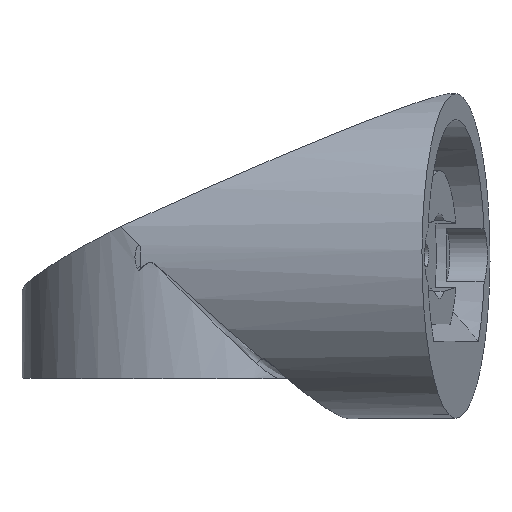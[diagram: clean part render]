
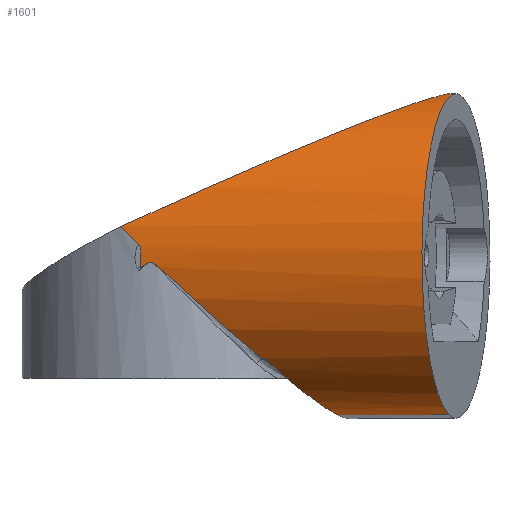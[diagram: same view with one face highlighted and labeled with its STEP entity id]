
A CAD part, front view. The second image highlights one B-rep face of the part: STEP entity #1601.
In plain terms, the highlighted cylindrical face has radius 19.009 mm (diameter 38.018 mm), a partial arc.
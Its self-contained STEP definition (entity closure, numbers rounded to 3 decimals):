
#63=CARTESIAN_POINT('',(-91.963,290.417,103.905));
#64=CARTESIAN_POINT('',(-91.94,290.409,103.95));
#65=CARTESIAN_POINT('',(-91.905,290.394,104.042));
#66=CARTESIAN_POINT('',(-91.876,290.378,104.186));
#67=CARTESIAN_POINT('',(-91.871,290.372,104.285));
#68=CARTESIAN_POINT('',(-91.871,290.369,104.336));
#75=CARTESIAN_POINT('',(-91.963,290.417,103.905));
#82=DIRECTION('',(-0.978,0.209,0.));
#83=VECTOR('',#82,0.881);
#84=CARTESIAN_POINT('',(-54.203,305.785,123.962));
#85=LINE('',#84,#83);
#86=CARTESIAN_POINT('',(-73.048,294.835,89.636));
#87=CARTESIAN_POINT('',(-73.466,294.423,89.969));
#88=CARTESIAN_POINT('',(-74.348,293.627,90.689));
#89=CARTESIAN_POINT('',(-75.785,292.547,91.922));
#90=CARTESIAN_POINT('',(-76.851,291.89,92.879));
#91=CARTESIAN_POINT('',(-77.405,291.584,93.39));
#93=DIRECTION('',(-0.978,0.209,0.));
#94=VECTOR('',#93,0.318);
#95=CARTESIAN_POINT('',(-77.405,291.584,93.39));
#96=LINE('',#95,#94);
#97=CARTESIAN_POINT('',(-77.716,291.651,93.39));
#98=CARTESIAN_POINT('',(-78.375,291.34,93.936));
#99=CARTESIAN_POINT('',(-79.718,290.794,95.064));
#100=CARTESIAN_POINT('',(-81.568,290.26,96.666));
#101=CARTESIAN_POINT('',(-83.591,289.86,98.45));
#102=CARTESIAN_POINT('',(-85.646,289.665,100.31));
#103=CARTESIAN_POINT('',(-87.798,289.693,102.282));
#104=CARTESIAN_POINT('',(-89.337,289.857,103.718));
#105=CARTESIAN_POINT('',(-90.311,290.026,104.497));
#106=CARTESIAN_POINT('',(-90.756,290.115,104.664));
#107=CARTESIAN_POINT('',(-91.212,290.217,104.535));
#108=CARTESIAN_POINT('',(-91.583,290.312,104.226));
#109=CARTESIAN_POINT('',(-91.859,290.388,103.996));
#110=CARTESIAN_POINT('',(-91.963,290.417,103.905));
#112=CARTESIAN_POINT('',(-91.874,290.361,106.209));
#113=CARTESIAN_POINT('',(-91.875,290.363,106.261));
#114=CARTESIAN_POINT('',(-91.892,290.372,106.363));
#115=CARTESIAN_POINT('',(-91.967,290.397,106.515));
#116=CARTESIAN_POINT('',(-92.048,290.421,106.61));
#117=CARTESIAN_POINT('',(-92.097,290.435,106.659));
#119=CARTESIAN_POINT('',(-92.097,290.435,106.659));
#120=CARTESIAN_POINT('',(-92.316,290.496,106.867));
#121=CARTESIAN_POINT('',(-92.765,290.63,107.31));
#122=CARTESIAN_POINT('',(-93.473,290.872,108.034));
#123=CARTESIAN_POINT('',(-93.967,291.064,108.549));
#124=CARTESIAN_POINT('',(-94.219,291.168,108.815));
#126=CARTESIAN_POINT('',(-94.219,291.168,108.815));
#127=CARTESIAN_POINT('',(-91.69,290.846,109.975));
#128=CARTESIAN_POINT('',(-86.869,290.45,112.154));
#129=CARTESIAN_POINT('',(-80.226,290.47,115.078));
#130=CARTESIAN_POINT('',(-74.12,291.053,117.684));
#131=CARTESIAN_POINT('',(-68.549,292.196,119.976));
#132=CARTESIAN_POINT('',(-64.389,293.653,121.601));
#133=CARTESIAN_POINT('',(-61.411,295.184,122.696));
#134=CARTESIAN_POINT('',(-59.379,296.544,123.398));
#135=CARTESIAN_POINT('',(-57.592,298.159,123.956));
#136=CARTESIAN_POINT('',(-56.12,300.104,124.329));
#137=CARTESIAN_POINT('',(-55.257,302.105,124.425));
#138=CARTESIAN_POINT('',(-54.942,304.098,124.281));
#139=CARTESIAN_POINT('',(-54.97,305.289,124.1));
#140=CARTESIAN_POINT('',(-55.065,305.969,123.961));
#179=DIRECTION('',(-0.978,0.209,0.));
#180=VECTOR('',#179,13.343);
#181=CARTESIAN_POINT('',(-55.853,297.996,86.787));
#182=LINE('',#181,#180);
#310=CARTESIAN_POINT('',(-92.097,290.435,106.659));
#344=CARTESIAN_POINT('',(-77.716,291.651,93.39));
#357=CARTESIAN_POINT('',(-68.9,300.79,86.78));
#358=CARTESIAN_POINT('',(-69.214,300.093,86.94));
#359=CARTESIAN_POINT('',(-69.937,298.705,87.357));
#360=CARTESIAN_POINT('',(-71.338,296.67,88.314));
#361=CARTESIAN_POINT('',(-72.448,295.426,89.16));
#362=CARTESIAN_POINT('',(-73.048,294.835,89.636));
#364=CARTESIAN_POINT('',(-68.9,300.79,86.78));
#1016=CARTESIAN_POINT('',(-55.028,301.89,105.374));
#1017=DIRECTION('',(0.978,-0.209,0.));
#1018=DIRECTION('',(0.043,0.205,0.978));
#1019=AXIS2_PLACEMENT_3D('',#1016,#1017,#1018);
#1205=CARTESIAN_POINT('',(-87.897,308.929,105.358));
#1206=DIRECTION('',(-0.978,0.209,0.));
#1207=DIRECTION('',(-0.209,-0.976,-0.054));
#1208=AXIS2_PLACEMENT_3D('',#1205,#1206,#1207);
#1211=VERTEX_POINT('',#75);
#1213=VERTEX_POINT('',#344);
#1219=VERTEX_POINT('',#310);
#1220=VERTEX_POINT('',#124);
#1242=VERTEX_POINT('',#364);
#1243=VERTEX_POINT('',#362);
#1244=VERTEX_POINT('',#91);
#1248=VERTEX_POINT('',#112);
#1249=CARTESIAN_POINT('',(-91.871,290.369,104.336));
#1250=VERTEX_POINT('',#1249);
#1431=CARTESIAN_POINT('',(-54.203,305.785,123.962));
#1432=CARTESIAN_POINT('',(-55.065,305.969,123.961));
#1433=VERTEX_POINT('',#1431);
#1434=VERTEX_POINT('',#1432);
#1435=CARTESIAN_POINT('',(-55.853,297.996,86.787));
#1436=VERTEX_POINT('',#1435);
#1572=CARTESIAN_POINT('',(-86.319,308.591,105.359));
#1573=DIRECTION('',(-0.978,0.209,0.));
#1574=DIRECTION('',(0.043,0.205,0.978));
#1575=AXIS2_PLACEMENT_3D('',#1572,#1573,#1574);
#1576=CYLINDRICAL_SURFACE('',#1575,19.009);
#1578=ORIENTED_EDGE('',*,*,#1577,.F.);
#1580=ORIENTED_EDGE('',*,*,#1579,.T.);
#1582=ORIENTED_EDGE('',*,*,#1581,.T.);
#1584=ORIENTED_EDGE('',*,*,#1583,.T.);
#1586=ORIENTED_EDGE('',*,*,#1585,.T.);
#1588=ORIENTED_EDGE('',*,*,#1587,.T.);
#1589=ORIENTED_EDGE('',*,*,#1534,.T.);
#1590=ORIENTED_EDGE('',*,*,#1560,.T.);
#1592=ORIENTED_EDGE('',*,*,#1591,.T.);
#1594=ORIENTED_EDGE('',*,*,#1593,.T.);
#1596=ORIENTED_EDGE('',*,*,#1595,.T.);
#1598=ORIENTED_EDGE('',*,*,#1597,.T.);
#1599=EDGE_LOOP('',(#1578,#1580,#1582,#1584,#1586,#1588,#1589,#1590,#1592,#1594,
#1596,#1598));
#1600=FACE_OUTER_BOUND('',#1599,.F.);
#69=B_SPLINE_CURVE_WITH_KNOTS('',3,(#63,#64,#65,#66,#67,#68),.UNSPECIFIED.,.F.,
.F.,(4,1,1,4),(0.,0.333,0.667,1.),.UNSPECIFIED.);
#92=B_SPLINE_CURVE_WITH_KNOTS('',3,(#86,#87,#88,#89,#90,#91),.UNSPECIFIED.,.F.,
.F.,(4,1,1,4),(0.,0.333,0.667,1.),.UNSPECIFIED.);
#111=B_SPLINE_CURVE_WITH_KNOTS('',3,(#97,#98,#99,#100,#101,#102,#103,#104,#105,
#106,#107,#108,#109,#110),.UNSPECIFIED.,.F.,.F.,(4,1,1,1,1,1,1,1,1,1,1,4),(0.,
0.145,0.29,0.398,0.579,
0.724,0.869,0.905,0.923,
0.942,0.978,1.),.UNSPECIFIED.);
#118=B_SPLINE_CURVE_WITH_KNOTS('',3,(#112,#113,#114,#115,#116,#117),
.UNSPECIFIED.,.F.,.F.,(4,1,1,4),(0.,0.333,0.667,1.),
.UNSPECIFIED.);
#125=B_SPLINE_CURVE_WITH_KNOTS('',3,(#119,#120,#121,#122,#123,#124),
.UNSPECIFIED.,.F.,.F.,(4,1,1,4),(0.,0.333,0.667,1.),
.UNSPECIFIED.);
#141=B_SPLINE_CURVE_WITH_KNOTS('',3,(#126,#127,#128,#129,#130,#131,#132,#133,
#134,#135,#136,#137,#138,#139,#140),.UNSPECIFIED.,.F.,.F.,(4,1,1,1,1,1,1,1,1,1,
1,1,4),(0.,0.125,0.25,0.375,0.5,0.625,0.688,0.75,0.813,
0.875,0.938,0.969,1.),.UNSPECIFIED.);
#363=B_SPLINE_CURVE_WITH_KNOTS('',3,(#357,#358,#359,#360,#361,#362),
.UNSPECIFIED.,.F.,.F.,(4,1,1,4),(0.,0.333,0.667,1.),
.UNSPECIFIED.);
#1020=CIRCLE('',#1019,19.009);
#1209=CIRCLE('',#1208,19.009);
#1534=EDGE_CURVE('',#1213,#1211,#111,.T.);
#1560=EDGE_CURVE('',#1211,#1250,#69,.T.);
#1577=EDGE_CURVE('',#1433,#1434,#85,.T.);
#1579=EDGE_CURVE('',#1433,#1436,#1020,.T.);
#1581=EDGE_CURVE('',#1436,#1242,#182,.T.);
#1583=EDGE_CURVE('',#1242,#1243,#363,.T.);
#1585=EDGE_CURVE('',#1243,#1244,#92,.T.);
#1587=EDGE_CURVE('',#1244,#1213,#96,.T.);
#1591=EDGE_CURVE('',#1250,#1248,#1209,.T.);
#1593=EDGE_CURVE('',#1248,#1219,#118,.T.);
#1595=EDGE_CURVE('',#1219,#1220,#125,.T.);
#1597=EDGE_CURVE('',#1220,#1434,#141,.T.);
#1601=ADVANCED_FACE('',(#1600),#1576,.T.);
